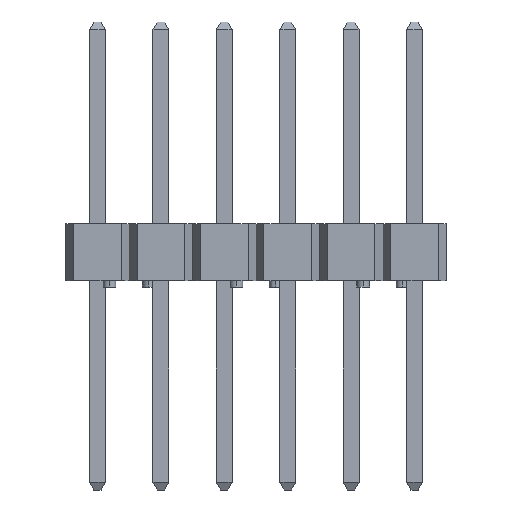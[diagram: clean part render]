
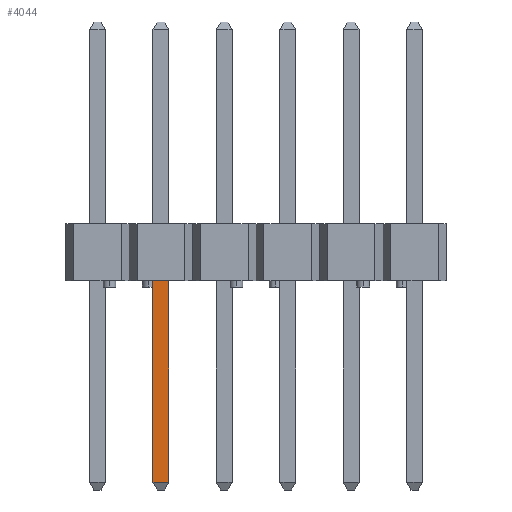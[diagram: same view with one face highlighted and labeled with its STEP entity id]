
A CAD part, top view. The second image highlights one B-rep face of the part: STEP entity #4044.
In plain terms, the highlighted planar face has unit normal (0, 0, 1).
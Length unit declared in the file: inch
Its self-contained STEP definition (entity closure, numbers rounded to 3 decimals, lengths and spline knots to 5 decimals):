
#206 = CARTESIAN_POINT ( 'NONE',  ( 0.1625, -0.09, -0.038 ) ) ;
#254 = DIRECTION ( 'NONE',  ( -1., 0., 0. ) ) ;
#255 = VECTOR ( 'NONE', #254, 39.37008 ) ;
#333 = CARTESIAN_POINT ( 'NONE',  ( 0.1625, -0.09, -0.038 ) ) ;
#339 = LINE ( 'NONE', #333, #255 ) ;
#406 = CARTESIAN_POINT ( 'NONE',  ( 0.1375, -0.09, -0.038 ) ) ;
#1916 = PLANE ( 'NONE',  #1980 ) ;
#1931 = CARTESIAN_POINT ( 'NONE',  ( 0.1625, -0.408, -0.038 ) ) ;
#1969 = DIRECTION ( 'NONE',  ( 0., 1., 0. ) ) ;
#1970 = VECTOR ( 'NONE', #1969, 39.37008 ) ;
#1972 = CARTESIAN_POINT ( 'NONE',  ( 0.1625, -0.42, -0.038 ) ) ;
#1973 = LINE ( 'NONE', #1972, #1970 ) ;
#1974 = DIRECTION ( 'NONE',  ( 0., 1., 0. ) ) ;
#1975 = VECTOR ( 'NONE', #1974, 39.37008 ) ;
#1976 = CARTESIAN_POINT ( 'NONE',  ( 0.1375, -0.42, -0.038 ) ) ;
#1977 = DIRECTION ( 'NONE',  ( -1., 0., 0. ) ) ;
#1978 = DIRECTION ( 'NONE',  ( 0., 0., -1. ) ) ;
#1979 = CARTESIAN_POINT ( 'NONE',  ( 0.1625, -0.42, -0.038 ) ) ;
#1980 = AXIS2_PLACEMENT_3D ( 'NONE', #1979, #1978, #1977 ) ;
#1986 = LINE ( 'NONE', #1976, #1975 ) ;
#1988 = FACE_OUTER_BOUND ( 'NONE', #4057, .T. ) ;
#2095 = CARTESIAN_POINT ( 'NONE',  ( 0.1375, -0.408, -0.038 ) ) ;
#2195 = DIRECTION ( 'NONE',  ( 1., 0., 0. ) ) ;
#2196 = VECTOR ( 'NONE', #2195, 39.37008 ) ;
#2197 = CARTESIAN_POINT ( 'NONE',  ( 0.1625, -0.408, -0.038 ) ) ;
#2198 = LINE ( 'NONE', #2197, #2196 ) ;
#3055 = EDGE_CURVE ( 'NONE', #3138, #3121, #339, .T. ) ;
#3121 = VERTEX_POINT ( 'NONE', #406 ) ;
#3138 = VERTEX_POINT ( 'NONE', #206 ) ;
#4043 = VERTEX_POINT ( 'NONE', #1931 ) ;
#4044 = ADVANCED_FACE ( 'NONE', ( #1988 ), #1916, .F. ) ;
#4045 = ORIENTED_EDGE ( 'NONE', *, *, #4150, .T. ) ;
#4046 = EDGE_CURVE ( 'NONE', #4159, #3121, #1986, .T. ) ;
#4047 = EDGE_CURVE ( 'NONE', #4043, #3138, #1973, .T. ) ;
#4051 = ORIENTED_EDGE ( 'NONE', *, *, #3055, .T. ) ;
#4055 = ORIENTED_EDGE ( 'NONE', *, *, #4046, .F. ) ;
#4057 = EDGE_LOOP ( 'NONE', ( #4055, #4045, #4157, #4051 ) ) ;
#4150 = EDGE_CURVE ( 'NONE', #4159, #4043, #2198, .T. ) ;
#4157 = ORIENTED_EDGE ( 'NONE', *, *, #4047, .T. ) ;
#4159 = VERTEX_POINT ( 'NONE', #2095 ) ;
